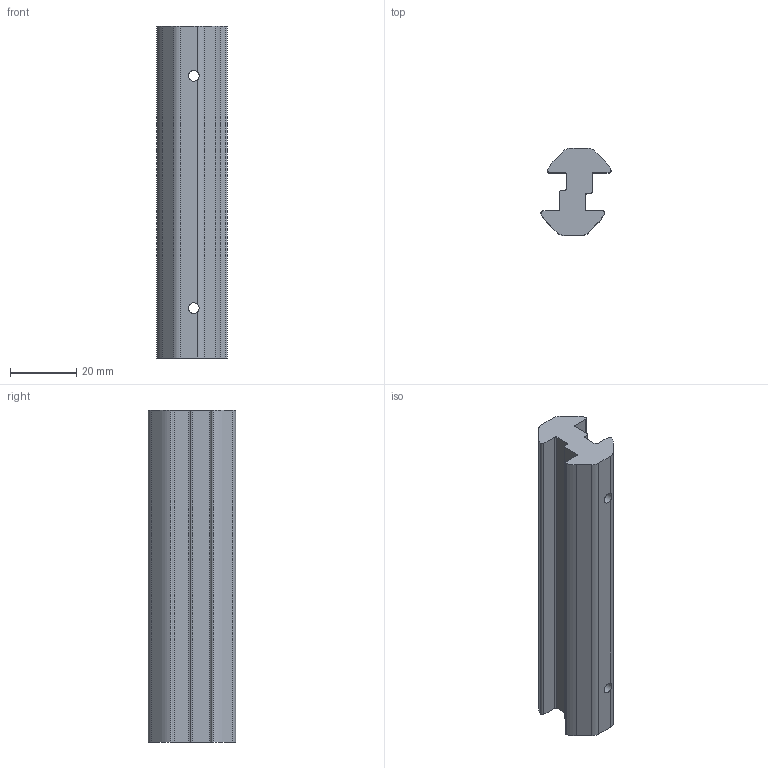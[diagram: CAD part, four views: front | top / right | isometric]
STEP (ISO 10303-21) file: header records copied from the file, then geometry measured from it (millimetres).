
FILE_DESCRIPTION(/* description */ ('POM-Gleitstück versetzt 40 feststellbar'),/* implementation_level */ '2;1');
FILE_NAME(/* name */ 'SZ1338S_A.stp',/* time_stamp */ '2015-11-19T10:25:52+01:00',/* author */ ('Marina Kaa'),/* organization */ (''),/* preprocessor_version */ 'ST-DEVELOPER v15.6',/* originating_system */ 'Autodesk Inventor 2015',/* authorisation */ '');
FILE_SCHEMA (('AUTOMOTIVE_DESIGN { 1 0 10303 214 3 1 1 }'));
Length unit declared in the file: millimetre
Products named in the file (1): SZ1338S_A
Bounding box: 21.1 x 26.3 x 100 mm (x, y, z)
Volume: 29968 mm3; surface area: 11119.4 mm2
Topology: 1 solids, 1 shells, 40 faces, 120 edges, 80 vertices
Faces by surface type: cylinder 22, plane 18
Full cylindrical faces by diameter (mm): 3.242 x2
Entity records: 1394 total; most frequent: CARTESIAN_POINT 261, DIRECTION 240, ORIENTED_EDGE 232, EDGE_CURVE 116, AXIS2_PLACEMENT_3D 85, VERTEX_POINT 78, LINE 70, VECTOR 70
